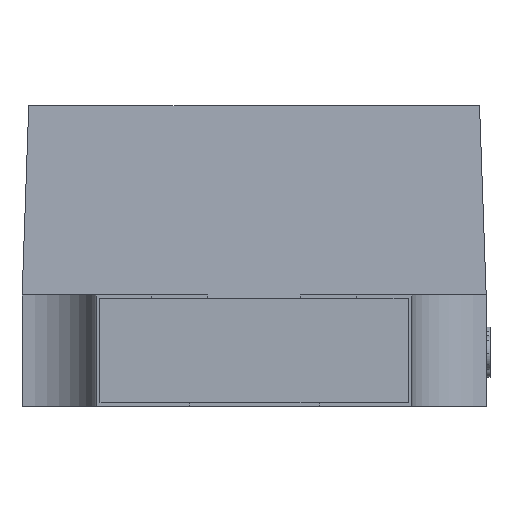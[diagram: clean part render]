
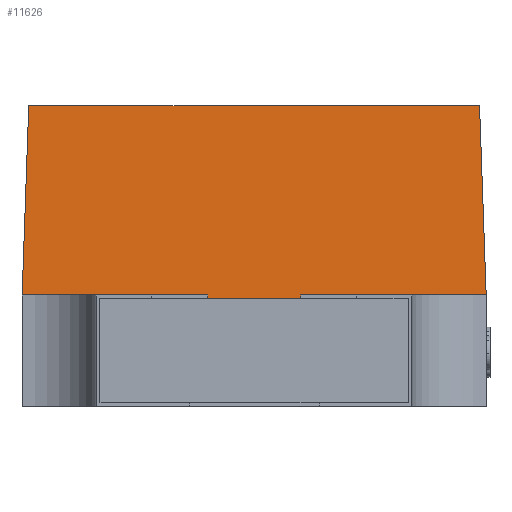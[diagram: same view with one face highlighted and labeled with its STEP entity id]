
A CAD part, left-side view. The second image highlights one B-rep face of the part: STEP entity #11626.
In plain terms, the highlighted planar face has unit normal (-0.999, 0, 0.035).
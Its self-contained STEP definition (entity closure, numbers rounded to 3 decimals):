
#504 = CARTESIAN_POINT ( 'NONE',  ( -0.65, 0.125, 0.28 ) ) ;
#521 = EDGE_CURVE ( 'NONE', #1926, #15588, #5006, .T. ) ;
#531 = CARTESIAN_POINT ( 'NONE',  ( -0.648, 0.623, 0.324 ) ) ;
#620 = FACE_OUTER_BOUND ( 'NONE', #4108, .T. ) ;
#1314 = ORIENTED_EDGE ( 'NONE', *, *, #4620, .T. ) ;
#1587 = VECTOR ( 'NONE', #5279, 1000. ) ;
#1926 = VERTEX_POINT ( 'NONE', #504 ) ;
#2401 = EDGE_CURVE ( 'NONE', #17306, #2597, #14217, .T. ) ;
#2539 = CARTESIAN_POINT ( 'NONE',  ( -0.632, -0.607, 0.8 ) ) ;
#2559 = CARTESIAN_POINT ( 'NONE',  ( -0.65, -0.625, 0.28 ) ) ;
#2597 = VERTEX_POINT ( 'NONE', #2912 ) ;
#2614 = VECTOR ( 'NONE', #8313, 1000. ) ;
#2912 = CARTESIAN_POINT ( 'NONE',  ( -0.65, -0.125, 0.28 ) ) ;
#3418 = CARTESIAN_POINT ( 'NONE',  ( -0.65, 0.125, 0.28 ) ) ;
#4108 = EDGE_LOOP ( 'NONE', ( #13192, #13895, #1314, #4716, #5037, #16940, #17360, #7145 ) ) ;
#4328 = EDGE_CURVE ( 'NONE', #9322, #16259, #10249, .T. ) ;
#4620 = EDGE_CURVE ( 'NONE', #1926, #2597, #14927, .T. ) ;
#4676 = DIRECTION ( 'NONE',  ( -0.999, 0., 0.035 ) ) ;
#4716 = ORIENTED_EDGE ( 'NONE', *, *, #2401, .F. ) ;
#5006 = LINE ( 'NONE', #3418, #13107 ) ;
#5037 = ORIENTED_EDGE ( 'NONE', *, *, #9430, .T. ) ;
#5244 = CARTESIAN_POINT ( 'NONE',  ( -0.632, 0.607, 0.8 ) ) ;
#5279 = DIRECTION ( 'NONE',  ( 0., -1., 0. ) ) ;
#5634 = CARTESIAN_POINT ( 'NONE',  ( -0.648, -0.623, 0.325 ) ) ;
#6149 = DIRECTION ( 'NONE',  ( -0.035, 0.035, -0.999 ) ) ;
#6313 = PLANE ( 'NONE',  #6594 ) ;
#6594 = AXIS2_PLACEMENT_3D ( 'NONE', #8782, #4676, #15981 ) ;
#6791 = EDGE_CURVE ( 'NONE', #9561, #8920, #16945, .T. ) ;
#7145 = ORIENTED_EDGE ( 'NONE', *, *, #4328, .T. ) ;
#7215 = CARTESIAN_POINT ( 'NONE',  ( -0.65, -0.625, 0.28 ) ) ;
#7367 = DIRECTION ( 'NONE',  ( 0., 1., 0. ) ) ;
#7919 = LINE ( 'NONE', #17871, #1587 ) ;
#8079 = CARTESIAN_POINT ( 'NONE',  ( -0.65, -0.395, 0.28 ) ) ;
#8313 = DIRECTION ( 'NONE',  ( 0., -1., 0. ) ) ;
#8782 = CARTESIAN_POINT ( 'NONE',  ( -0.65, -0.625, 0.28 ) ) ;
#8920 = VERTEX_POINT ( 'NONE', #14364 ) ;
#9026 = VECTOR ( 'NONE', #15273, 1000. ) ;
#9322 = VERTEX_POINT ( 'NONE', #5244 ) ;
#9430 = EDGE_CURVE ( 'NONE', #17306, #8920, #16458, .T. ) ;
#9561 = VERTEX_POINT ( 'NONE', #2539 ) ;
#10249 = LINE ( 'NONE', #531, #12647 ) ;
#10455 = VECTOR ( 'NONE', #7367, 1000. ) ;
#10896 = CARTESIAN_POINT ( 'NONE',  ( -0.65, -0.625, 0.28 ) ) ;
#10956 = CARTESIAN_POINT ( 'NONE',  ( -0.65, 0.395, 0.28 ) ) ;
#11309 = CARTESIAN_POINT ( 'NONE',  ( -0.65, -0.125, 0.28 ) ) ;
#11464 = EDGE_CURVE ( 'NONE', #9322, #9561, #7919, .T. ) ;
#11626 = ADVANCED_FACE ( 'NONE', ( #620 ), #6313, .T. ) ;
#12061 = VECTOR ( 'NONE', #16456, 1000. ) ;
#12647 = VECTOR ( 'NONE', #6149, 1000. ) ;
#12696 = CARTESIAN_POINT ( 'NONE',  ( -0.65, 0.625, 0.28 ) ) ;
#12756 = DIRECTION ( 'NONE',  ( -0.035, -0.035, -0.999 ) ) ;
#13107 = VECTOR ( 'NONE', #17599, 1000. ) ;
#13192 = ORIENTED_EDGE ( 'NONE', *, *, #13459, .T. ) ;
#13459 = EDGE_CURVE ( 'NONE', #16259, #15588, #14161, .T. ) ;
#13895 = ORIENTED_EDGE ( 'NONE', *, *, #521, .F. ) ;
#14161 = LINE ( 'NONE', #7215, #2614 ) ;
#14217 = LINE ( 'NONE', #11309, #10455 ) ;
#14364 = CARTESIAN_POINT ( 'NONE',  ( -0.65, -0.625, 0.28 ) ) ;
#14814 = VECTOR ( 'NONE', #12756, 1000. ) ;
#14927 = LINE ( 'NONE', #10896, #12061 ) ;
#15273 = DIRECTION ( 'NONE',  ( 0., -1., 0. ) ) ;
#15588 = VERTEX_POINT ( 'NONE', #10956 ) ;
#15981 = DIRECTION ( 'NONE',  ( 0.035, 0., 0.999 ) ) ;
#16259 = VERTEX_POINT ( 'NONE', #12696 ) ;
#16456 = DIRECTION ( 'NONE',  ( 0., -1., 0. ) ) ;
#16458 = LINE ( 'NONE', #2559, #9026 ) ;
#16940 = ORIENTED_EDGE ( 'NONE', *, *, #6791, .F. ) ;
#16945 = LINE ( 'NONE', #5634, #14814 ) ;
#17306 = VERTEX_POINT ( 'NONE', #8079 ) ;
#17360 = ORIENTED_EDGE ( 'NONE', *, *, #11464, .F. ) ;
#17599 = DIRECTION ( 'NONE',  ( 0., 1., 0. ) ) ;
#17871 = CARTESIAN_POINT ( 'NONE',  ( -0.632, -0.625, 0.8 ) ) ;
